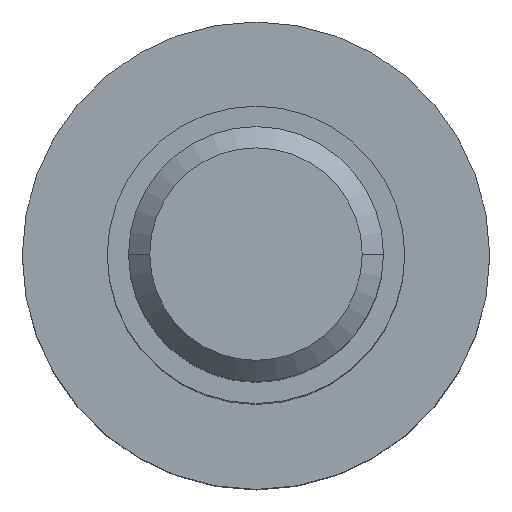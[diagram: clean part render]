
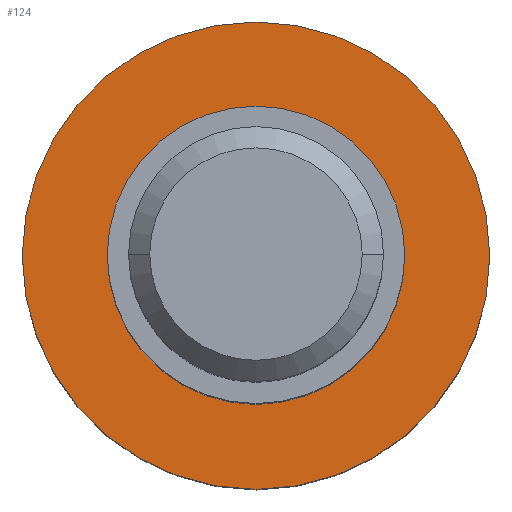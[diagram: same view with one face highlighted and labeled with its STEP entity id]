
A CAD part, top view. The second image highlights one B-rep face of the part: STEP entity #124.
In plain terms, the highlighted planar face has unit normal (0, 0, 1).
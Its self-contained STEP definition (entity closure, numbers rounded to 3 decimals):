
#67 = EDGE_CURVE ( 'NONE', #68, #70, #456, .T. ) ;
#68 = VERTEX_POINT ( 'NONE', #457 ) ;
#70 = VERTEX_POINT ( 'NONE', #398 ) ;
#87 = VERTEX_POINT ( 'NONE', #440 ) ;
#88 = EDGE_CURVE ( 'NONE', #87, #89, #439, .T. ) ;
#89 = VERTEX_POINT ( 'NONE', #328 ) ;
#124 = ADVANCED_FACE ( 'NONE', ( #349, #348 ), #347, .T. ) ;
#125 = EDGE_LOOP ( 'NONE', ( #126, #127 ) ) ;
#126 = ORIENTED_EDGE ( 'NONE', *, *, #67, .T. ) ;
#127 = ORIENTED_EDGE ( 'NONE', *, *, #227, .T. ) ;
#147 = EDGE_LOOP ( 'NONE', ( #235, #245 ) ) ;
#218 = EDGE_CURVE ( 'NONE', #89, #87, #477, .T. ) ;
#227 = EDGE_CURVE ( 'NONE', #70, #68, #540, .T. ) ;
#235 = ORIENTED_EDGE ( 'NONE', *, *, #88, .F. ) ;
#245 = ORIENTED_EDGE ( 'NONE', *, *, #218, .F. ) ;
#305 = DIRECTION ( 'NONE',  ( 1., 0., 0. ) ) ;
#328 = CARTESIAN_POINT ( 'NONE',  ( 11., 0., -44.5 ) ) ;
#344 = DIRECTION ( 'NONE',  ( 0., 0., 1. ) ) ;
#345 = CARTESIAN_POINT ( 'NONE',  ( 0., 7., -44.5 ) ) ;
#346 = AXIS2_PLACEMENT_3D ( 'NONE', #345, #344, #305 ) ;
#347 = PLANE ( 'NONE',  #346 ) ;
#348 = FACE_OUTER_BOUND ( 'NONE', #147, .T. ) ;
#349 = FACE_BOUND ( 'NONE', #125, .T. ) ;
#398 = CARTESIAN_POINT ( 'NONE',  ( 7., 0., -44.5 ) ) ;
#435 = DIRECTION ( 'NONE',  ( -1., 0., 0. ) ) ;
#436 = DIRECTION ( 'NONE',  ( 0., 0., -1. ) ) ;
#437 = CARTESIAN_POINT ( 'NONE',  ( 0., 0., -44.5 ) ) ;
#438 = AXIS2_PLACEMENT_3D ( 'NONE', #437, #436, #435 ) ;
#439 = CIRCLE ( 'NONE', #438, 11. ) ;
#440 = CARTESIAN_POINT ( 'NONE',  ( -11., 0., -44.5 ) ) ;
#452 = DIRECTION ( 'NONE',  ( -1., 0., 0. ) ) ;
#453 = DIRECTION ( 'NONE',  ( 0., 0., -1. ) ) ;
#454 = CARTESIAN_POINT ( 'NONE',  ( 0., 0., -44.5 ) ) ;
#455 = AXIS2_PLACEMENT_3D ( 'NONE', #454, #453, #452 ) ;
#456 = CIRCLE ( 'NONE', #455, 7. ) ;
#457 = CARTESIAN_POINT ( 'NONE',  ( -7., 0., -44.5 ) ) ;
#476 = AXIS2_PLACEMENT_3D ( 'NONE', #517, #516, #515 ) ;
#477 = CIRCLE ( 'NONE', #476, 11. ) ;
#512 = DIRECTION ( 'NONE',  ( -1., 0., 0. ) ) ;
#513 = DIRECTION ( 'NONE',  ( 0., 0., -1. ) ) ;
#514 = CARTESIAN_POINT ( 'NONE',  ( 0., 0., -44.5 ) ) ;
#515 = DIRECTION ( 'NONE',  ( -1., 0., 0. ) ) ;
#516 = DIRECTION ( 'NONE',  ( 0., 0., -1. ) ) ;
#517 = CARTESIAN_POINT ( 'NONE',  ( 0., 0., -44.5 ) ) ;
#539 = AXIS2_PLACEMENT_3D ( 'NONE', #514, #513, #512 ) ;
#540 = CIRCLE ( 'NONE', #539, 7. ) ;
